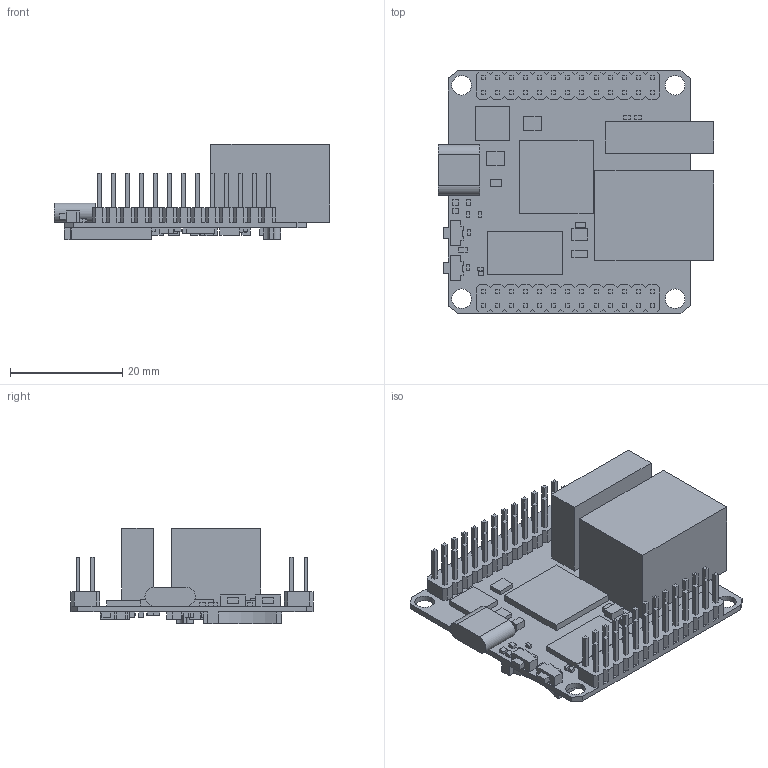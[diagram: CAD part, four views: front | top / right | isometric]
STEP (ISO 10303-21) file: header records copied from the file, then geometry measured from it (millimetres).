
FILE_DESCRIPTION((''),'2;1');
FILE_NAME('2012-19-PCD','2020-12-19T',('Administrator'),(''),'PRO/ENGINEER BY PARAMETRIC TECHNOLOGY CORPORATION, 2005030','PRO/ENGINEER BY PARAMETRIC TECHNOLOGY CORPORATION, 2005030','');
FILE_SCHEMA(('CONFIG_CONTROL_DESIGN'));
Length unit declared in the file: millimetre
Products named in the file (1): 2012-19-PCD
Bounding box: 49.16 x 43.2 x 17.02 mm (x, y, z)
Volume: 10272.1 mm3; surface area: 7963.5 mm2
Topology: 1 solids, 1 shells, 850 faces, 2199 edges, 1464 vertices
Faces by surface type: plane 831, cylinder 19
Entity records: 25447 total; most frequent: CARTESIAN_POINT 4513, ORIENTED_EDGE 4398, DIRECTION 3937, EDGE_CURVE 2199, VECTOR 2161, LINE 2161, VERTEX_POINT 1464, EDGE_LOOP 971
